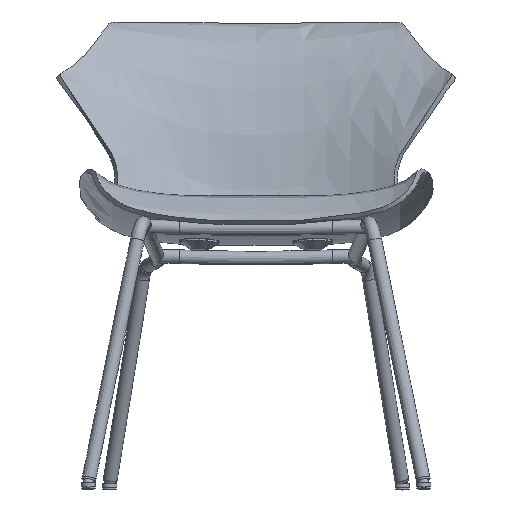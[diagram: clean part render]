
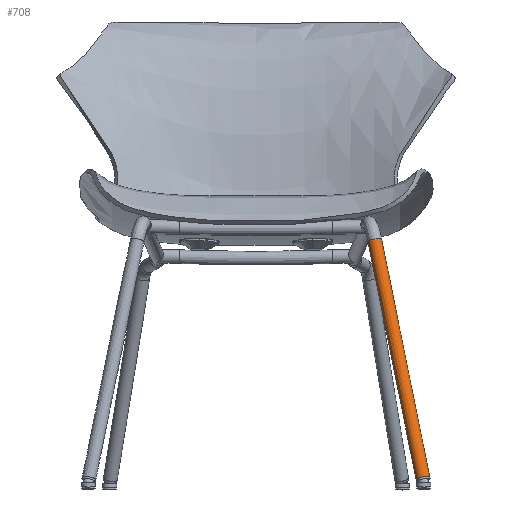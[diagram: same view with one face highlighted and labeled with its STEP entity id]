
A CAD part, front view. The second image highlights one B-rep face of the part: STEP entity #708.
In plain terms, the highlighted free-form (B-spline) face has degree [3, 2] with [4, 9] control points.
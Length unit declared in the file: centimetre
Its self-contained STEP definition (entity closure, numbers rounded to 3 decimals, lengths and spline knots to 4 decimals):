
#192=(
BOUNDED_CURVE()
B_SPLINE_CURVE(2,(#16044,#16045,#16046,#16047,#16048,#16049,#16050,#16051,
#16052),.UNSPECIFIED.,.T.,.F.)
B_SPLINE_CURVE_WITH_KNOTS((3,2,2,2,3),(0.,15.708,31.4159,
47.1239,62.8319),.UNSPECIFIED.)
CURVE()
GEOMETRIC_REPRESENTATION_ITEM()
RATIONAL_B_SPLINE_CURVE((1.,0.707,1.,0.707,1.,0.707,
1.,0.707,1.))
REPRESENTATION_ITEM('')
);
#193=(
BOUNDED_CURVE()
B_SPLINE_CURVE(3,(#16053,#16054,#16055,#16056),.UNSPECIFIED.,.F.,.F.)
B_SPLINE_CURVE_WITH_KNOTS((4,4),(0.,353.9081),.UNSPECIFIED.)
CURVE()
GEOMETRIC_REPRESENTATION_ITEM()
RATIONAL_B_SPLINE_CURVE((1.,1.,1.,1.))
REPRESENTATION_ITEM('')
);
#195=(
BOUNDED_CURVE()
B_SPLINE_CURVE(2,(#16068,#16069,#16070,#16071,#16072,#16073,#16074,#16075,
#16076,#16077,#16078,#16079,#16080),.UNSPECIFIED.,.T.,.F.)
B_SPLINE_CURVE_WITH_KNOTS((3,2,2,2,2,2,3),(0.,15.708,31.4159,
44.4021,46.3157,47.1239,62.8319),
 .UNSPECIFIED.)
CURVE()
GEOMETRIC_REPRESENTATION_ITEM()
RATIONAL_B_SPLINE_CURVE((1.,0.707,1.,0.707,1.,0.758,
0.916,0.939,0.971,0.985,
1.,0.707,1.))
REPRESENTATION_ITEM('')
);
#331=(
BOUNDED_SURFACE()
B_SPLINE_SURFACE(3,2,((#15878,#15879,#15880,#15881,#15882,#15883,#15884,
#15885,#15886),(#15887,#15888,#15889,#15890,#15891,#15892,#15893,#15894,
#15895),(#15896,#15897,#15898,#15899,#15900,#15901,#15902,#15903,#15904),
(#15905,#15906,#15907,#15908,#15909,#15910,#15911,#15912,#15913)),
 .UNSPECIFIED.,.F.,.F.,.F.)
B_SPLINE_SURFACE_WITH_KNOTS((4,4),(3,2,2,2,3),(0.,353.9081),(0.,
15.708,31.4159,47.1239,62.8319),
 .UNSPECIFIED.)
GEOMETRIC_REPRESENTATION_ITEM()
RATIONAL_B_SPLINE_SURFACE(((1.,0.707,1.,0.707,1.,
0.707,1.,0.707,1.),(1.,0.707,1.,0.707,
1.,0.707,1.,0.707,1.),(1.,0.707,1.,
0.707,1.,0.707,1.,0.707,1.),(1.,0.707,
1.,0.707,1.,0.707,1.,0.707,1.)))
REPRESENTATION_ITEM('')
SURFACE()
);
#708=ADVANCED_FACE('',(#840),#331,.T.);
#840=FACE_OUTER_BOUND('',#980,.T.);
#980=EDGE_LOOP('',(#1312,#1313,#1314,#1315));
#1312=ORIENTED_EDGE('',*,*,#1600,.T.);
#1313=ORIENTED_EDGE('',*,*,#1602,.T.);
#1314=ORIENTED_EDGE('',*,*,#1600,.F.);
#1315=ORIENTED_EDGE('',*,*,#1599,.F.);
#1599=EDGE_CURVE('',#1855,#1855,#192,.T.);
#1600=EDGE_CURVE('',#1855,#1848,#193,.T.);
#1602=EDGE_CURVE('',#1848,#1848,#195,.T.);
#1848=VERTEX_POINT('',#15914);
#1855=VERTEX_POINT('',#15921);
#15878=CARTESIAN_POINT('',(17.1278,11.2906,-1.9223));
#15879=CARTESIAN_POINT('',(18.1069,11.364,-1.7328));
#15880=CARTESIAN_POINT('',(18.0656,12.3489,-1.9007));
#15881=CARTESIAN_POINT('',(18.0244,13.3339,-2.0685));
#15882=CARTESIAN_POINT('',(17.0452,13.2605,-2.258));
#15883=CARTESIAN_POINT('',(16.0661,13.1872,-2.4474));
#15884=CARTESIAN_POINT('',(16.1073,12.2023,-2.2796));
#15885=CARTESIAN_POINT('',(16.1486,11.2173,-2.1118));
#15886=CARTESIAN_POINT('',(17.1278,11.2906,-1.9223));
#15887=CARTESIAN_POINT('',(19.4421,9.4397,-13.3409));
#15888=CARTESIAN_POINT('',(20.4213,9.513,-13.1515));
#15889=CARTESIAN_POINT('',(20.38,10.498,-13.3193));
#15890=CARTESIAN_POINT('',(20.3388,11.4829,-13.4871));
#15891=CARTESIAN_POINT('',(19.3596,11.4096,-13.6766));
#15892=CARTESIAN_POINT('',(18.3805,11.3363,-13.8661));
#15893=CARTESIAN_POINT('',(18.4217,10.3513,-13.6983));
#15894=CARTESIAN_POINT('',(18.463,9.3664,-13.5304));
#15895=CARTESIAN_POINT('',(19.4421,9.4397,-13.3409));
#15896=CARTESIAN_POINT('',(21.7565,7.5888,-24.7594));
#15897=CARTESIAN_POINT('',(22.7362,7.6616,-24.5727));
#15898=CARTESIAN_POINT('',(22.6949,8.6466,-24.7407));
#15899=CARTESIAN_POINT('',(22.6537,9.6315,-24.9087));
#15900=CARTESIAN_POINT('',(21.674,9.5586,-25.0954));
#15901=CARTESIAN_POINT('',(20.6943,9.4858,-25.2822));
#15902=CARTESIAN_POINT('',(20.7355,8.5008,-25.1142));
#15903=CARTESIAN_POINT('',(20.7768,7.5159,-24.9462));
#15904=CARTESIAN_POINT('',(21.7565,7.5888,-24.7594));
#15905=CARTESIAN_POINT('',(24.0708,5.7378,-36.1781));
#15906=CARTESIAN_POINT('',(25.0505,5.8107,-35.9913));
#15907=CARTESIAN_POINT('',(25.0093,6.7956,-36.1593));
#15908=CARTESIAN_POINT('',(24.9681,7.7805,-36.3273));
#15909=CARTESIAN_POINT('',(23.9884,7.7077,-36.5141));
#15910=CARTESIAN_POINT('',(23.0087,7.6348,-36.7008));
#15911=CARTESIAN_POINT('',(23.0499,6.6499,-36.5328));
#15912=CARTESIAN_POINT('',(23.0911,5.665,-36.3648));
#15913=CARTESIAN_POINT('',(24.0708,5.7378,-36.1781));
#15914=CARTESIAN_POINT('',(24.0708,5.7378,-36.1781));
#15921=CARTESIAN_POINT('',(17.1278,11.2906,-1.9223));
#16044=CARTESIAN_POINT('',(17.1278,11.2906,-1.9223));
#16045=CARTESIAN_POINT('',(18.1069,11.364,-1.7328));
#16046=CARTESIAN_POINT('',(18.0656,12.3489,-1.9007));
#16047=CARTESIAN_POINT('',(18.0244,13.3339,-2.0685));
#16048=CARTESIAN_POINT('',(17.0452,13.2605,-2.258));
#16049=CARTESIAN_POINT('',(16.0661,13.1872,-2.4474));
#16050=CARTESIAN_POINT('',(16.1073,12.2023,-2.2796));
#16051=CARTESIAN_POINT('',(16.1486,11.2173,-2.1118));
#16052=CARTESIAN_POINT('',(17.1278,11.2906,-1.9223));
#16053=CARTESIAN_POINT('',(17.1278,11.2906,-1.9223));
#16054=CARTESIAN_POINT('',(19.4421,9.4397,-13.3409));
#16055=CARTESIAN_POINT('',(21.7565,7.5888,-24.7594));
#16056=CARTESIAN_POINT('',(24.0708,5.7378,-36.1781));
#16068=CARTESIAN_POINT('',(24.0708,5.7378,-36.1781));
#16069=CARTESIAN_POINT('',(25.0505,5.8107,-35.9913));
#16070=CARTESIAN_POINT('',(25.0093,6.7956,-36.1593));
#16071=CARTESIAN_POINT('',(24.9681,7.7805,-36.3273));
#16072=CARTESIAN_POINT('',(23.9884,7.7077,-36.5141));
#16073=CARTESIAN_POINT('',(23.2327,7.6515,-36.6581));
#16074=CARTESIAN_POINT('',(23.0716,6.9024,-36.5694));
#16075=CARTESIAN_POINT('',(23.0524,6.8133,-36.5588));
#16076=CARTESIAN_POINT('',(23.0495,6.7228,-36.5447));
#16077=CARTESIAN_POINT('',(23.0484,6.6863,-36.539));
#16078=CARTESIAN_POINT('',(23.0499,6.6499,-36.5328));
#16079=CARTESIAN_POINT('',(23.0911,5.665,-36.3648));
#16080=CARTESIAN_POINT('',(24.0708,5.7378,-36.1781));
